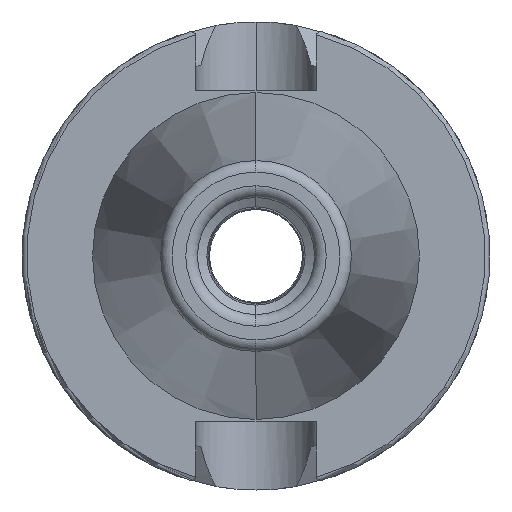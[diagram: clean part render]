
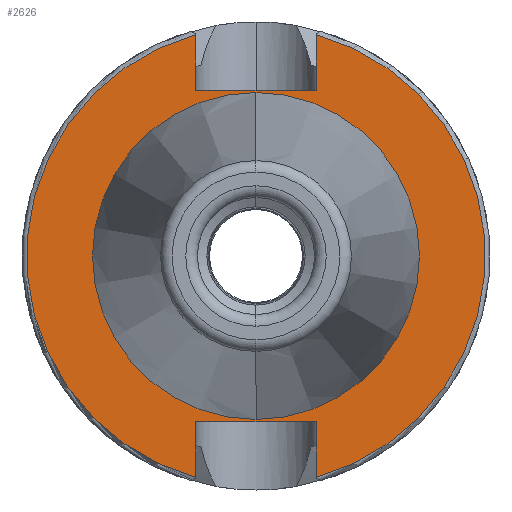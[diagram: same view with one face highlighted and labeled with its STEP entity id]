
A CAD part, left-side view. The second image highlights one B-rep face of the part: STEP entity #2626.
In plain terms, the highlighted planar face has unit normal (-1, 0, 0).
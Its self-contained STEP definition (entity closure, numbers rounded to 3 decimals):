
#48 = CARTESIAN_POINT ( 'NONE',  ( 3., -12.85, -35.4 ) ) ;
#86 = EDGE_CURVE ( 'NONE', #938, #1371, #2437, .T. ) ;
#101 = EDGE_CURVE ( 'NONE', #401, #938, #2417, .T. ) ;
#105 = EDGE_LOOP ( 'NONE', ( #1907, #1888, #1798, #1790, #1785, #1782, #1777, #1768 ) ) ;
#127 = CARTESIAN_POINT ( 'NONE',  ( 3., -12.85, -47.285 ) ) ;
#139 = EDGE_LOOP ( 'NONE', ( #1922, #1915 ) ) ;
#158 = EDGE_CURVE ( 'NONE', #401, #1911, #2378, .T. ) ;
#207 = CARTESIAN_POINT ( 'NONE',  ( 3., 12.85, -35.4 ) ) ;
#261 = AXIS2_PLACEMENT_3D ( 'NONE', #1027, #1022, #1009 ) ;
#293 = EDGE_CURVE ( 'NONE', #2128, #1911, #2335, .T. ) ;
#333 = EDGE_CURVE ( 'NONE', #1834, #2128, #2325, .T. ) ;
#350 = EDGE_CURVE ( 'NONE', #1834, #1938, #2310, .T. ) ;
#401 = VERTEX_POINT ( 'NONE', #678 ) ;
#446 = DIRECTION ( 'NONE',  ( 0., -1., 0. ) ) ;
#456 = EDGE_CURVE ( 'NONE', #1560, #1541, #2260, .T. ) ;
#500 = EDGE_CURVE ( 'NONE', #1938, #2177, #2217, .T. ) ;
#504 = CARTESIAN_POINT ( 'NONE',  ( 3., -12.85, 35.4 ) ) ;
#561 = EDGE_CURVE ( 'NONE', #1371, #2177, #2204, .T. ) ;
#579 = DIRECTION ( 'NONE',  ( 0., 0., 1. ) ) ;
#586 = CARTESIAN_POINT ( 'NONE',  ( 3., -12.85, 35.4 ) ) ;
#615 = CARTESIAN_POINT ( 'NONE',  ( 3., 0., -34.925 ) ) ;
#678 = CARTESIAN_POINT ( 'NONE',  ( 3., 12.85, 35.4 ) ) ;
#705 = DIRECTION ( 'NONE',  ( -1., 0., 0. ) ) ;
#718 = DIRECTION ( 'NONE',  ( 0., 0., 1. ) ) ;
#784 = CARTESIAN_POINT ( 'NONE',  ( 3., 0., 34.925 ) ) ;
#830 = DIRECTION ( 'NONE',  ( 0., -1., 0. ) ) ;
#938 = VERTEX_POINT ( 'NONE', #1570 ) ;
#964 = AXIS2_PLACEMENT_3D ( 'NONE', #2121, #2333, #1959 ) ;
#1003 = CARTESIAN_POINT ( 'NONE',  ( 3., 12.85, 35.4 ) ) ;
#1009 = DIRECTION ( 'NONE',  ( 0., 0., -1. ) ) ;
#1010 = DIRECTION ( 'NONE',  ( 0., 0., 1. ) ) ;
#1022 = DIRECTION ( 'NONE',  ( 1., 0., 0. ) ) ;
#1027 = CARTESIAN_POINT ( 'NONE',  ( 3., 0., 0. ) ) ;
#1068 = AXIS2_PLACEMENT_3D ( 'NONE', #1213, #1619, #1281 ) ;
#1175 = DIRECTION ( 'NONE',  ( 0., 0., -1. ) ) ;
#1213 = CARTESIAN_POINT ( 'NONE',  ( 3., 0., 0. ) ) ;
#1240 = FACE_BOUND ( 'NONE', #139, .T. ) ;
#1247 = FACE_OUTER_BOUND ( 'NONE', #105, .T. ) ;
#1281 = DIRECTION ( 'NONE',  ( 0., 0., -1. ) ) ;
#1300 = CARTESIAN_POINT ( 'NONE',  ( 3., -12.85, 47.285 ) ) ;
#1318 = AXIS2_PLACEMENT_3D ( 'NONE', #2941, #2946, #2984 ) ;
#1344 = CARTESIAN_POINT ( 'NONE',  ( 3., 49., 0. ) ) ;
#1371 = VERTEX_POINT ( 'NONE', #1300 ) ;
#1431 = EDGE_CURVE ( 'NONE', #1541, #1560, #1941, .T. ) ;
#1449 = AXIS2_PLACEMENT_3D ( 'NONE', #1344, #705, #718 ) ;
#1536 = CARTESIAN_POINT ( 'NONE',  ( 3., 12.85, -35.4 ) ) ;
#1541 = VERTEX_POINT ( 'NONE', #615 ) ;
#1552 = CARTESIAN_POINT ( 'NONE',  ( 3., 12.85, 47.285 ) ) ;
#1560 = VERTEX_POINT ( 'NONE', #784 ) ;
#1570 = CARTESIAN_POINT ( 'NONE',  ( 3., -12.85, 35.4 ) ) ;
#1619 = DIRECTION ( 'NONE',  ( 1., 0., 0. ) ) ;
#1722 = CARTESIAN_POINT ( 'NONE',  ( 3., 12.85, -47.285 ) ) ;
#1759 = DIRECTION ( 'NONE',  ( 0., 0., -1. ) ) ;
#1768 = ORIENTED_EDGE ( 'NONE', *, *, #333, .F. ) ;
#1776 = CARTESIAN_POINT ( 'NONE',  ( 3., -12.85, -35.4 ) ) ;
#1777 = ORIENTED_EDGE ( 'NONE', *, *, #293, .F. ) ;
#1782 = ORIENTED_EDGE ( 'NONE', *, *, #158, .T. ) ;
#1785 = ORIENTED_EDGE ( 'NONE', *, *, #101, .F. ) ;
#1790 = ORIENTED_EDGE ( 'NONE', *, *, #86, .F. ) ;
#1798 = ORIENTED_EDGE ( 'NONE', *, *, #561, .F. ) ;
#1834 = VERTEX_POINT ( 'NONE', #1536 ) ;
#1888 = ORIENTED_EDGE ( 'NONE', *, *, #500, .T. ) ;
#1907 = ORIENTED_EDGE ( 'NONE', *, *, #350, .T. ) ;
#1911 = VERTEX_POINT ( 'NONE', #1552 ) ;
#1915 = ORIENTED_EDGE ( 'NONE', *, *, #456, .T. ) ;
#1922 = ORIENTED_EDGE ( 'NONE', *, *, #1431, .T. ) ;
#1938 = VERTEX_POINT ( 'NONE', #2772 ) ;
#1941 = CIRCLE ( 'NONE', #261, 34.925 ) ;
#1959 = DIRECTION ( 'NONE',  ( 0., 0., -1. ) ) ;
#2121 = CARTESIAN_POINT ( 'NONE',  ( 3., 0., 0. ) ) ;
#2128 = VERTEX_POINT ( 'NONE', #1722 ) ;
#2177 = VERTEX_POINT ( 'NONE', #127 ) ;
#2204 = CIRCLE ( 'NONE', #964, 49. ) ;
#2207 = VECTOR ( 'NONE', #1759, 1000. ) ;
#2217 = LINE ( 'NONE', #1776, #2207 ) ;
#2260 = CIRCLE ( 'NONE', #1068, 34.925 ) ;
#2292 = VECTOR ( 'NONE', #830, 1000. ) ;
#2301 = VECTOR ( 'NONE', #1175, 1000. ) ;
#2310 = LINE ( 'NONE', #48, #2292 ) ;
#2325 = LINE ( 'NONE', #207, #2301 ) ;
#2333 = DIRECTION ( 'NONE',  ( 1., 0., 0. ) ) ;
#2335 = CIRCLE ( 'NONE', #1318, 49. ) ;
#2375 = VECTOR ( 'NONE', #1010, 1000. ) ;
#2378 = LINE ( 'NONE', #1003, #2375 ) ;
#2413 = VECTOR ( 'NONE', #446, 1000. ) ;
#2417 = LINE ( 'NONE', #586, #2413 ) ;
#2434 = VECTOR ( 'NONE', #579, 1000. ) ;
#2437 = LINE ( 'NONE', #504, #2434 ) ;
#2626 = ADVANCED_FACE ( 'NONE', ( #1240, #1247 ), #2988, .T. ) ;
#2772 = CARTESIAN_POINT ( 'NONE',  ( 3., -12.85, -35.4 ) ) ;
#2941 = CARTESIAN_POINT ( 'NONE',  ( 3., 0., 0. ) ) ;
#2946 = DIRECTION ( 'NONE',  ( 1., 0., 0. ) ) ;
#2984 = DIRECTION ( 'NONE',  ( 0., 0., -1. ) ) ;
#2988 = PLANE ( 'NONE',  #1449 ) ;
